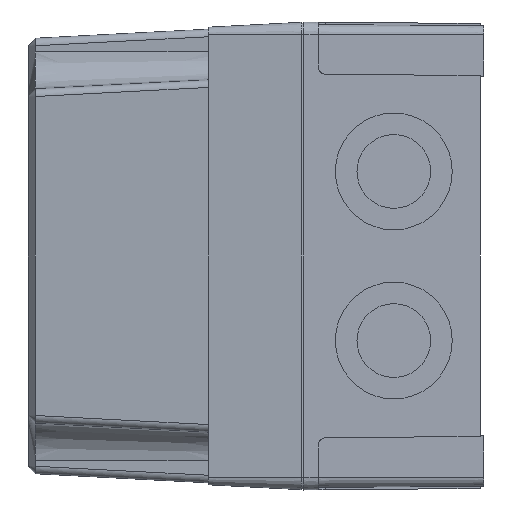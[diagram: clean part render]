
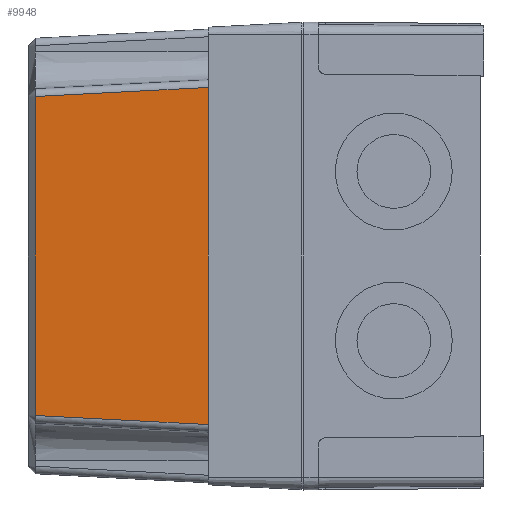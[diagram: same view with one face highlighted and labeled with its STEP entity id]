
A CAD part, left-side view. The second image highlights one B-rep face of the part: STEP entity #9948.
In plain terms, the highlighted planar face has unit normal (-0.999, 0.052, 0).
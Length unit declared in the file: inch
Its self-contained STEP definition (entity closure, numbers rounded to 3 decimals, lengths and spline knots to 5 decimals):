
#5 = VECTOR ( 'NONE', #5410, 39.37008 ) ;
#990 = EDGE_LOOP ( 'NONE', ( #14488, #3053, #10565, #16492 ) ) ;
#1000 = LINE ( 'NONE', #14191, #10389 ) ;
#2012 = DIRECTION ( 'NONE',  ( -0.999, 0.052, 0. ) ) ;
#2578 = LINE ( 'NONE', #14491, #5 ) ;
#2647 = VECTOR ( 'NONE', #13032, 39.37008 ) ;
#2955 = CARTESIAN_POINT ( 'NONE',  ( -1.39899, 2.93701, 1.74556 ) ) ;
#3053 = ORIENTED_EDGE ( 'NONE', *, *, #6000, .T. ) ;
#3255 = CARTESIAN_POINT ( 'NONE',  ( -1.49803, 1.04724, -1.8446 ) ) ;
#3478 = PLANE ( 'NONE',  #5582 ) ;
#3826 = CARTESIAN_POINT ( 'NONE',  ( -1.49803, 1.04724, -1.92717 ) ) ;
#4039 = LINE ( 'NONE', #16162, #2647 ) ;
#5301 = DIRECTION ( 'NONE',  ( 0., 0., 1. ) ) ;
#5410 = DIRECTION ( 'NONE',  ( 0.052, 0.997, -0.052 ) ) ;
#5582 = AXIS2_PLACEMENT_3D ( 'NONE', #15406, #2012, #13938 ) ;
#6000 = EDGE_CURVE ( 'NONE', #17921, #8940, #4039, .T. ) ;
#6412 = FACE_OUTER_BOUND ( 'NONE', #990, .T. ) ;
#7025 = VERTEX_POINT ( 'NONE', #18155 ) ;
#8940 = VERTEX_POINT ( 'NONE', #3255 ) ;
#9948 = ADVANCED_FACE ( 'NONE', ( #6412 ), #3478, .T. ) ;
#10289 = EDGE_CURVE ( 'NONE', #8940, #7025, #11251, .T. ) ;
#10389 = VECTOR ( 'NONE', #5301, 39.37008 ) ;
#10565 = ORIENTED_EDGE ( 'NONE', *, *, #10289, .T. ) ;
#11251 = LINE ( 'NONE', #3826, #11561 ) ;
#11465 = CARTESIAN_POINT ( 'NONE',  ( -1.39899, 2.93701, -1.74556 ) ) ;
#11561 = VECTOR ( 'NONE', #18972, 39.37008 ) ;
#13032 = DIRECTION ( 'NONE',  ( -0.052, -0.997, -0.052 ) ) ;
#13938 = DIRECTION ( 'NONE',  ( 0., 0., 1. ) ) ;
#14191 = CARTESIAN_POINT ( 'NONE',  ( -1.39899, 2.93701, -1.92717 ) ) ;
#14488 = ORIENTED_EDGE ( 'NONE', *, *, #14836, .F. ) ;
#14491 = CARTESIAN_POINT ( 'NONE',  ( -1.48773, 1.24383, 1.8343 ) ) ;
#14836 = EDGE_CURVE ( 'NONE', #17921, #15082, #1000, .T. ) ;
#15082 = VERTEX_POINT ( 'NONE', #2955 ) ;
#15406 = CARTESIAN_POINT ( 'NONE',  ( -1.49803, 1.04724, -1.92717 ) ) ;
#16162 = CARTESIAN_POINT ( 'NONE',  ( -1.49826, 1.04294, -1.84483 ) ) ;
#16492 = ORIENTED_EDGE ( 'NONE', *, *, #17949, .T. ) ;
#17921 = VERTEX_POINT ( 'NONE', #11465 ) ;
#17949 = EDGE_CURVE ( 'NONE', #7025, #15082, #2578, .T. ) ;
#18155 = CARTESIAN_POINT ( 'NONE',  ( -1.49803, 1.04724, 1.8446 ) ) ;
#18972 = DIRECTION ( 'NONE',  ( 0., 0., 1. ) ) ;
